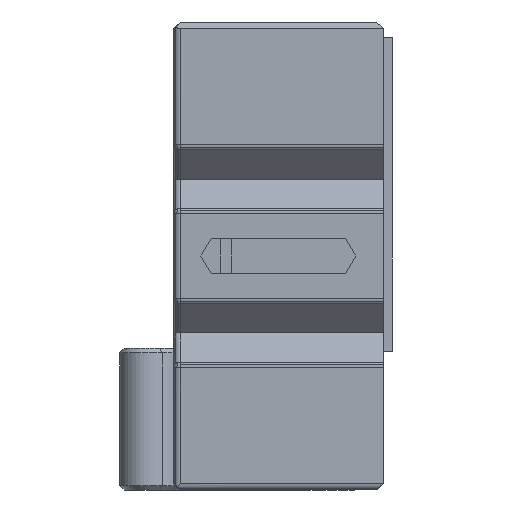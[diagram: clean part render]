
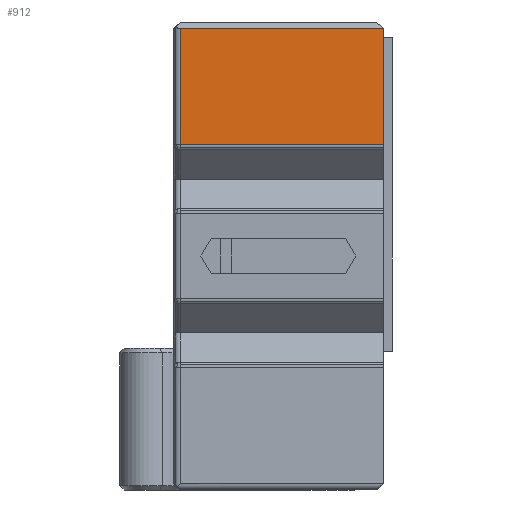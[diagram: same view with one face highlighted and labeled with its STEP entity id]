
A CAD part, left-side view. The second image highlights one B-rep face of the part: STEP entity #912.
In plain terms, the highlighted planar face has unit normal (-1, 0, 0).
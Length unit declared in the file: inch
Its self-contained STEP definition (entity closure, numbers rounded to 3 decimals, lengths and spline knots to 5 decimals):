
#912=ADVANCED_FACE('',(#1920),#1921,.F.);
#1920=FACE_OUTER_BOUND('',#3048,.T.);
#1921=PLANE('',#3049);
#3048=EDGE_LOOP('',(#5499,#5500,#5501,#5502));
#3049=AXIS2_PLACEMENT_3D('',#5503,#5504,#5505);
#5499=ORIENTED_EDGE('',*,*,#7382,.F.);
#5500=ORIENTED_EDGE('',*,*,#7517,.F.);
#5501=ORIENTED_EDGE('',*,*,#7578,.F.);
#5502=ORIENTED_EDGE('',*,*,#7579,.T.);
#5503=CARTESIAN_POINT('',(10.04883,-0.97348,3.77095));
#5504=DIRECTION('',(1.0,0.,0.));
#5505=DIRECTION('',(0.,0.,-1.0));
#7382=EDGE_CURVE('',#9090,#7970,#9092,.T.);
#7517=EDGE_CURVE('',#8712,#9090,#9252,.T.);
#7578=EDGE_CURVE('',#9326,#8712,#9327,.T.);
#7579=EDGE_CURVE('',#9326,#7970,#9328,.T.);
#7970=VERTEX_POINT('',#9784);
#8712=VERTEX_POINT('',#10838);
#9090=VERTEX_POINT('',#11354);
#9092=LINE('',#11356,#11357);
#9252=LINE('',#11582,#11583);
#9326=VERTEX_POINT('',#11688);
#9327=LINE('',#11689,#11690);
#9328=LINE('',#11691,#11692);
#9784=CARTESIAN_POINT('',(10.04883,-1.45801,4.5741));
#10838=CARTESIAN_POINT('',(10.04883,-0.74037,4.16324));
#11354=CARTESIAN_POINT('',(10.04883,-0.74037,4.5741));
#11356=CARTESIAN_POINT('',(10.04883,-1.06944,4.5741));
#11357=VECTOR('',#13067,1.0);
#11582=CARTESIAN_POINT('',(10.04883,-0.74037,3.75521));
#11583=VECTOR('',#13199,1.0);
#11688=CARTESIAN_POINT('',(10.04883,-1.45801,4.16324));
#11689=CARTESIAN_POINT('',(10.04883,-1.03043,4.16324));
#11690=VECTOR('',#13262,1.0);
#11691=CARTESIAN_POINT('',(10.04883,-1.45801,3.92457));
#11692=VECTOR('',#13263,1.0);
#13067=DIRECTION('',(0.,-1.0,0.));
#13199=DIRECTION('',(0.,0.0,1.0));
#13262=DIRECTION('',(0.,1.0,0.));
#13263=DIRECTION('',(0.,0.0,1.0));
